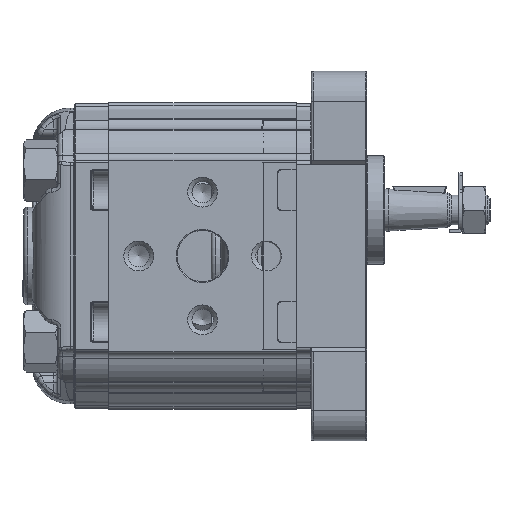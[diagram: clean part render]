
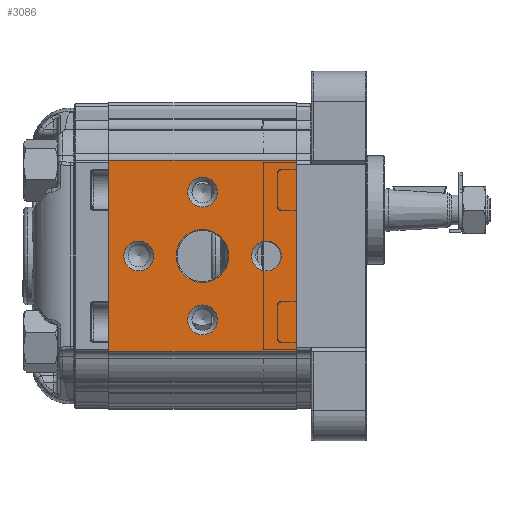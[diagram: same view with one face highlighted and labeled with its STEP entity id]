
A CAD part, left-side view. The second image highlights one B-rep face of the part: STEP entity #3086.
In plain terms, the highlighted planar face has unit normal (-1, 0, 0).
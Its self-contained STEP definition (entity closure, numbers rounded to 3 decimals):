
#3086 = ADVANCED_FACE( '', ( #7749, #7750, #7751, #7752, #7753, #7754 ), #7755, .T. );
#7749 = FACE_BOUND( '', #15065, .T. );
#7750 = FACE_BOUND( '', #15066, .T. );
#7751 = FACE_BOUND( '', #15067, .T. );
#7752 = FACE_BOUND( '', #15068, .T. );
#7753 = FACE_BOUND( '', #15069, .T. );
#7754 = FACE_OUTER_BOUND( '', #15070, .T. );
#7755 = PLANE( '', #15071 );
#15065 = EDGE_LOOP( '', ( #26558 ) );
#15066 = EDGE_LOOP( '', ( #26559 ) );
#15067 = EDGE_LOOP( '', ( #26560 ) );
#15068 = EDGE_LOOP( '', ( #26561 ) );
#15069 = EDGE_LOOP( '', ( #26562 ) );
#15070 = EDGE_LOOP( '', ( #26563, #26564, #26565, #26566 ) );
#15071 = AXIS2_PLACEMENT_3D( '', #26567, #26568, #26569 );
#26558 = ORIENTED_EDGE( '', *, *, #39985, .T. );
#26559 = ORIENTED_EDGE( '', *, *, #41583, .T. );
#26560 = ORIENTED_EDGE( '', *, *, #40306, .T. );
#26561 = ORIENTED_EDGE( '', *, *, #42558, .T. );
#26562 = ORIENTED_EDGE( '', *, *, #42559, .T. );
#26563 = ORIENTED_EDGE( '', *, *, #42560, .T. );
#26564 = ORIENTED_EDGE( '', *, *, #42561, .T. );
#26565 = ORIENTED_EDGE( '', *, *, #42562, .T. );
#26566 = ORIENTED_EDGE( '', *, *, #42563, .F. );
#26567 = CARTESIAN_POINT( '', ( -33., 125.695, 48.138 ) );
#26568 = DIRECTION( '', ( -1., 0., 0. ) );
#26569 = DIRECTION( '', ( 0., 0., 1. ) );
#39985 = EDGE_CURVE( '', #47110, #47110, #47111, .F. );
#40306 = EDGE_CURVE( '', #47673, #47673, #47674, .F. );
#41583 = EDGE_CURVE( '', #49890, #49890, #49891, .F. );
#42558 = EDGE_CURVE( '', #51433, #51433, #51434, .F. );
#42559 = EDGE_CURVE( '', #51435, #51435, #51436, .F. );
#42560 = EDGE_CURVE( '', #51437, #51438, #51439, .T. );
#42561 = EDGE_CURVE( '', #51438, #51440, #51441, .T. );
#42562 = EDGE_CURVE( '', #51440, #51442, #51443, .F. );
#42563 = EDGE_CURVE( '', #51437, #51442, #51444, .T. );
#47110 = VERTEX_POINT( '', #57433 );
#47111 = CIRCLE( '', #57434, 3.5 );
#47673 = VERTEX_POINT( '', #58380 );
#47674 = CIRCLE( '', #58381, 3.5 );
#49890 = VERTEX_POINT( '', #62592 );
#49891 = CIRCLE( '', #62593, 3.5 );
#51433 = VERTEX_POINT( '', #65837 );
#51434 = CIRCLE( '', #65838, 3.5 );
#51435 = VERTEX_POINT( '', #65839 );
#51436 = CIRCLE( '', #65840, 6.2 );
#51437 = VERTEX_POINT( '', #65841 );
#51438 = VERTEX_POINT( '', #65842 );
#51439 = LINE( '', #65843, #65844 );
#51440 = VERTEX_POINT( '', #65845 );
#51441 = LINE( '', #65846, #65847 );
#51442 = VERTEX_POINT( '', #65848 );
#51443 = LINE( '', #65849, #65850 );
#51444 = LINE( '', #65851, #65852 );
#57433 = CARTESIAN_POINT( '', ( -33., 22., -11.5 ) );
#57434 = AXIS2_PLACEMENT_3D( '', #76748, #76749, #76750 );
#58380 = CARTESIAN_POINT( '', ( -33., 22., 18.5 ) );
#58381 = AXIS2_PLACEMENT_3D( '', #77164, #77165, #77166 );
#62592 = CARTESIAN_POINT( '', ( -33., 7., 3.5 ) );
#62593 = AXIS2_PLACEMENT_3D( '', #78770, #78771, #78772 );
#65837 = CARTESIAN_POINT( '', ( -33., 37., 3.5 ) );
#65838 = AXIS2_PLACEMENT_3D( '', #79959, #79960, #79961 );
#65839 = CARTESIAN_POINT( '', ( -33., 22., 6.2 ) );
#65840 = AXIS2_PLACEMENT_3D( '', #79962, #79963, #79964 );
#65841 = CARTESIAN_POINT( '', ( -33., 44., -22.5 ) );
#65842 = CARTESIAN_POINT( '', ( -33., 0., -22.5 ) );
#65843 = CARTESIAN_POINT( '', ( -33., 44., -22.5 ) );
#65844 = VECTOR( '', #79965, 1000. );
#65845 = CARTESIAN_POINT( '', ( -33., 0., 22.5 ) );
#65846 = CARTESIAN_POINT( '', ( -33., 0., -21.711 ) );
#65847 = VECTOR( '', #79966, 1000. );
#65848 = CARTESIAN_POINT( '', ( -33., 44., 22.5 ) );
#65849 = CARTESIAN_POINT( '', ( -33., 44., 22.5 ) );
#65850 = VECTOR( '', #79967, 1000. );
#65851 = CARTESIAN_POINT( '', ( -33., 44., -21.711 ) );
#65852 = VECTOR( '', #79968, 1000. );
#76748 = CARTESIAN_POINT( '', ( -33., 22., -15. ) );
#76749 = DIRECTION( '', ( -1., 0., 0. ) );
#76750 = DIRECTION( '', ( 0., 0., 1. ) );
#77164 = CARTESIAN_POINT( '', ( -33., 22., 15. ) );
#77165 = DIRECTION( '', ( -1., 0., 0. ) );
#77166 = DIRECTION( '', ( 0., 0., 1. ) );
#78770 = CARTESIAN_POINT( '', ( -33., 7., 0. ) );
#78771 = DIRECTION( '', ( -1., 0., 0. ) );
#78772 = DIRECTION( '', ( 0., 0., 1. ) );
#79959 = CARTESIAN_POINT( '', ( -33., 37., 0. ) );
#79960 = DIRECTION( '', ( -1., 0., 0. ) );
#79961 = DIRECTION( '', ( 0., 0., 1. ) );
#79962 = CARTESIAN_POINT( '', ( -33., 22., 0. ) );
#79963 = DIRECTION( '', ( -1., 0., 0. ) );
#79964 = DIRECTION( '', ( 0., 0., 1. ) );
#79965 = DIRECTION( '', ( 0., -1., 0. ) );
#79966 = DIRECTION( '', ( 0., 0., 1. ) );
#79967 = DIRECTION( '', ( 0., -1., 0. ) );
#79968 = DIRECTION( '', ( 0., 0., 1. ) );
